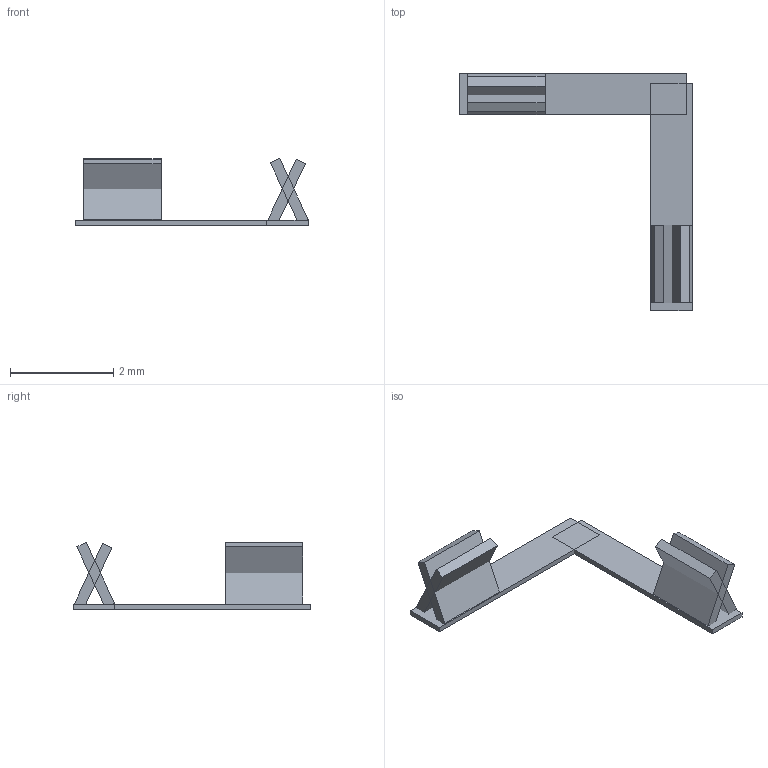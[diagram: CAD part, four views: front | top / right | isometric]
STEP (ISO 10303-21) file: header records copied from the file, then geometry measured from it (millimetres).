
FILE_DESCRIPTION(('FreeCAD Model'),'2;1');
FILE_NAME('S0981-46R.stp', '2020-06-20T12:53:48',('Author'),(''), 'Open CASCADE STEP processor 7.4','FreeCAD','Unknown');
FILE_SCHEMA(('AUTOMOTIVE_DESIGN { 1 0 10303 214 1 1 1 1 }'));
Length unit declared in the file: millimetre
Products named in the file (9): Part002; Part; Cube; Cube001; Cube002; Part001; Cube003; Cube004; Cube005
Assembly tree (8 placements, depth 3):
  Part002
    Part
      Cube
      Cube001
      Cube002
    Part001
      Cube003
      Cube004
      Cube005
Bounding box: 4.5 x 4.6 x 1.3 mm (x, y, z)
Volume: 2.3 mm3; surface area: 36.2 mm2
Topology: 6 solids, 6 shells, 36 faces, 72 edges, 48 vertices
Faces by surface type: plane 36
Entity records: 2057 total; most frequent: CARTESIAN_POINT 309, DIRECTION 306, LINE 216, VECTOR 216, ORIENTED_EDGE 144, PCURVE 144, DEFINITIONAL_REPRESENTATION 144, EDGE_CURVE 72
